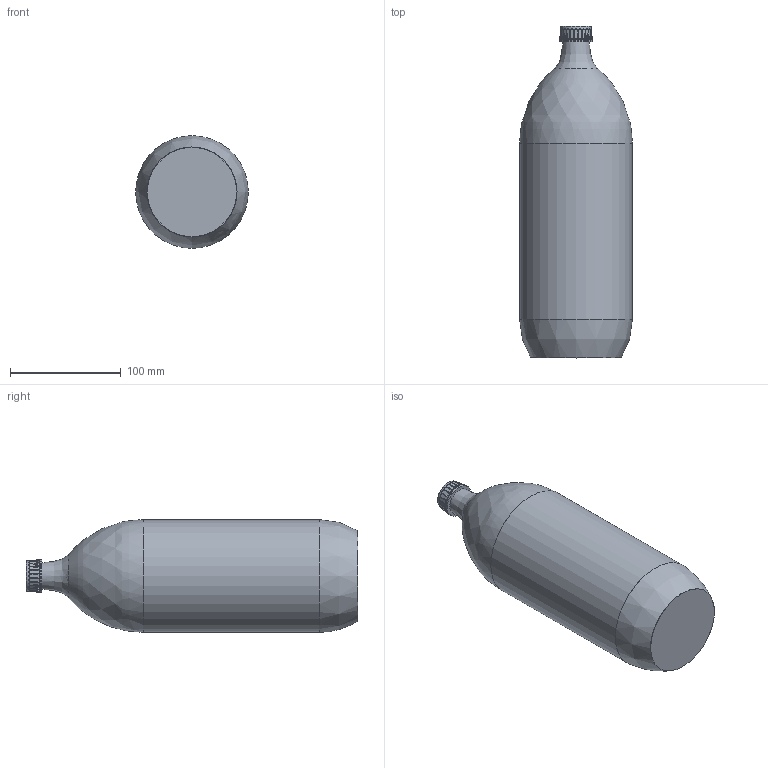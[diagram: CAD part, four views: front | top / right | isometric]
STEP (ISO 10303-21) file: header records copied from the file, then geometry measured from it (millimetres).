
FILE_DESCRIPTION(/* description */ (''),/* implementation_level */ '2;1');
FILE_NAME(/* name */ 'norm bottle v1.step',/* time_stamp */ '2020-08-06T21:36:52-04:00',/* author */ (''),/* organization */ (''),/* preprocessor_version */ 'ST-DEVELOPER v18.1',/* originating_system */ 'Autodesk Translation Framework v9.3.0.1241',/* authorisation */ '');
FILE_SCHEMA (('AUTOMOTIVE_DESIGN { 1 0 10303 214 3 1 1 }'));
Length unit declared in the file: inch
Products named in the file (3): norm bottle; bottle; cap
Assembly tree (2 placements, depth 2):
  norm bottle
    bottle
    cap
Bounding box: 101.6 x 299.24 x 101.6 mm (x, y, z)
Volume: 72021.3 mm3; surface area: 180613.3 mm2
Topology: 2 solids, 2 shells, 265 faces, 746 edges, 490 vertices
Faces by surface type: plane 105, bspline 102, torus 26, sphere 24, cylinder 5, cone 3
Full cylindrical faces by diameter (mm): 22.225 x1, 23.812 x1, 30.162 x1, 100.012 x1, 101.6 x1
Entity records: 12698 total; most frequent: CARTESIAN_POINT 6561, ORIENTED_EDGE 1492, DIRECTION 776, EDGE_CURVE 746, VERTEX_POINT 490, B_SPLINE_CURVE_WITH_KNOTS 462, AXIS2_PLACEMENT_3D 324, EDGE_LOOP 270
